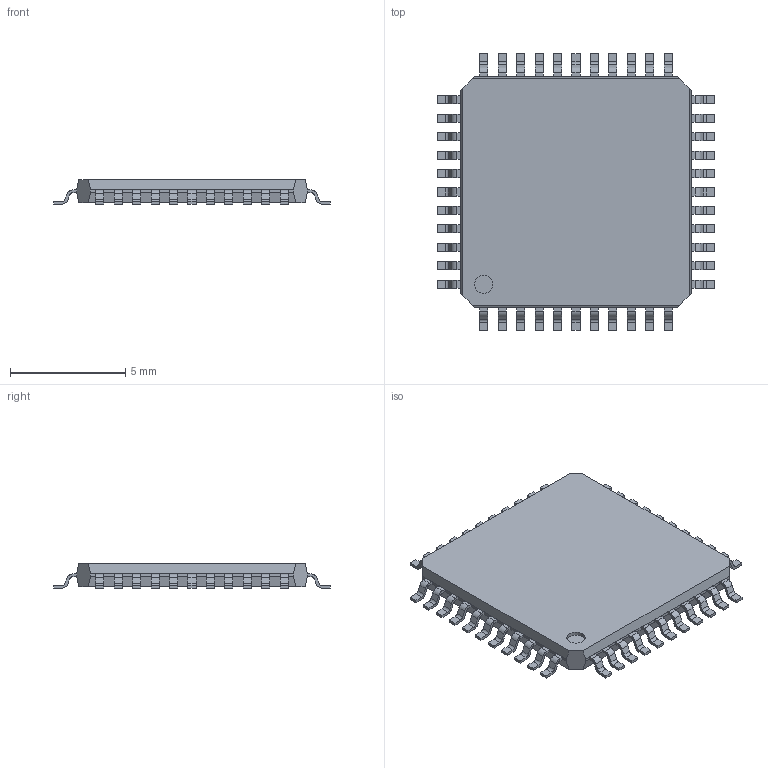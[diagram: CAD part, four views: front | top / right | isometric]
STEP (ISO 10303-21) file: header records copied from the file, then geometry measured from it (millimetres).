
FILE_DESCRIPTION (( 'STEP AP214' ), '1' );
FILE_NAME ('User Library-TQFP-44.STEP', '2012-09-19T14:37:41', ( 'Solidworks' ), ( 'Solidworks' ), 'SwSTEP 2.0', 'SolidWorks 2012', '' );
FILE_SCHEMA (( 'AUTOMOTIVE_DESIGN' ));
Length unit declared in the file: millimetre
Products named in the file (3): User Library-TQFP-44_body_10x1_TQFP_10x10_1; User Library-TQFP-44_pins_TQFP_pin_TQFP_035_1; User Library-TQFP-44
Assembly tree (45 placements, depth 2):
  User Library-TQFP-44
    User Library-TQFP-44_pins_TQFP_pin_TQFP_035_1  x44
    User Library-TQFP-44_body_10x1_TQFP_10x10_1
Bounding box: 12 x 12 x 1.06 mm (x, y, z)
Volume: 100.1 mm3; surface area: 287.8 mm2
Topology: 45 solids, 45 shells, 637 faces, 1638 edges, 1092 vertices
Faces by surface type: plane 459, cylinder 178
Entity records: 1895 total; most frequent: DIRECTION 268, CARTESIAN_POINT 233, ORIENTED_EDGE 180, AXIS2_PLACEMENT_3D 95, EDGE_CURVE 90, VECTOR 78, LINE 78, VERTEX_POINT 60
